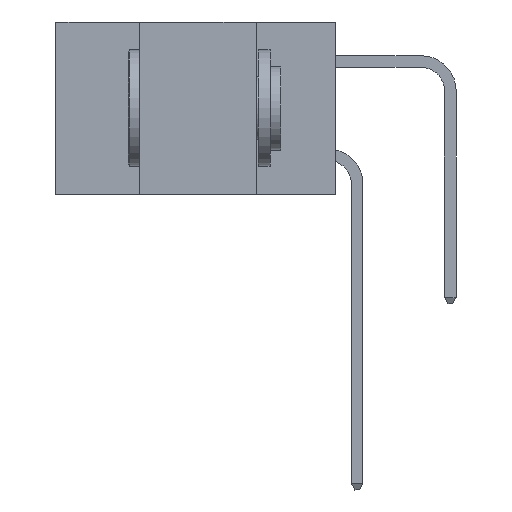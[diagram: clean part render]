
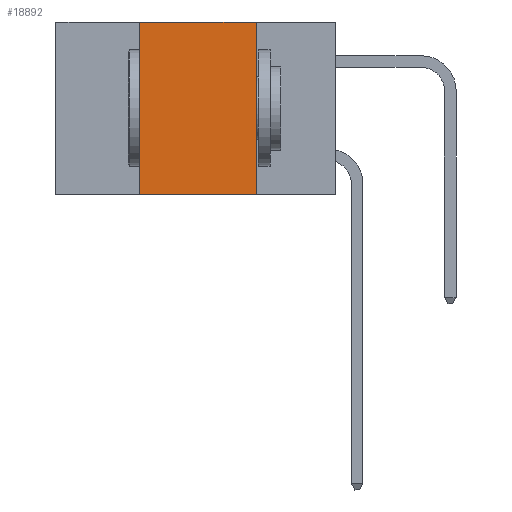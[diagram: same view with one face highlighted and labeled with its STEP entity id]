
A CAD part, left-side view. The second image highlights one B-rep face of the part: STEP entity #18892.
In plain terms, the highlighted planar face has unit normal (-1, 0, 0).
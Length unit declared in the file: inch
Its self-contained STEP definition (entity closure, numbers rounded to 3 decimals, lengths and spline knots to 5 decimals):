
#181 = EDGE_LOOP ( 'NONE', ( #2079, #10888, #5462, #9211 ) ) ;
#1048 = VERTEX_POINT ( 'NONE', #9444 ) ;
#1150 = VECTOR ( 'NONE', #11403, 39.37008 ) ;
#2079 = ORIENTED_EDGE ( 'NONE', *, *, #4090, .F. ) ;
#2275 = CARTESIAN_POINT ( 'NONE',  ( 0., 0.6, -0.37 ) ) ;
#3049 = CARTESIAN_POINT ( 'NONE',  ( 0., 0.6, 0. ) ) ;
#4090 = EDGE_CURVE ( 'NONE', #21643, #19634, #8476, .T. ) ;
#4181 = LINE ( 'NONE', #2275, #8898 ) ;
#4780 = VERTEX_POINT ( 'NONE', #5684 ) ;
#5061 = CARTESIAN_POINT ( 'NONE',  ( 0., 0.6, 0. ) ) ;
#5462 = ORIENTED_EDGE ( 'NONE', *, *, #13941, .F. ) ;
#5684 = CARTESIAN_POINT ( 'NONE',  ( 0., 0.42, 0. ) ) ;
#6578 = DIRECTION ( 'NONE',  ( 0., 0., -1. ) ) ;
#6818 = FACE_OUTER_BOUND ( 'NONE', #181, .T. ) ;
#8476 = LINE ( 'NONE', #11064, #16065 ) ;
#8577 = CARTESIAN_POINT ( 'NONE',  ( 0., 0.17, 0. ) ) ;
#8898 = VECTOR ( 'NONE', #21266, 39.37008 ) ;
#9211 = ORIENTED_EDGE ( 'NONE', *, *, #14474, .T. ) ;
#9355 = LINE ( 'NONE', #5061, #21903 ) ;
#9444 = CARTESIAN_POINT ( 'NONE',  ( 0., 0.42, -0.37 ) ) ;
#10356 = AXIS2_PLACEMENT_3D ( 'NONE', #3049, #16998, #6578 ) ;
#10888 = ORIENTED_EDGE ( 'NONE', *, *, #19678, .F. ) ;
#11064 = CARTESIAN_POINT ( 'NONE',  ( 0., 0.17, 0. ) ) ;
#11097 = DIRECTION ( 'NONE',  ( 0., 0., -1. ) ) ;
#11403 = DIRECTION ( 'NONE',  ( 0., 0., 1. ) ) ;
#13808 = CARTESIAN_POINT ( 'NONE',  ( 0., 0.17, -0.37 ) ) ;
#13941 = EDGE_CURVE ( 'NONE', #1048, #4780, #15169, .T. ) ;
#14474 = EDGE_CURVE ( 'NONE', #1048, #19634, #4181, .T. ) ;
#15169 = LINE ( 'NONE', #21576, #1150 ) ;
#15310 = PLANE ( 'NONE',  #10356 ) ;
#16065 = VECTOR ( 'NONE', #11097, 39.37008 ) ;
#16998 = DIRECTION ( 'NONE',  ( 1., 0., 0. ) ) ;
#18890 = DIRECTION ( 'NONE',  ( 0., -1., 0. ) ) ;
#18892 = ADVANCED_FACE ( 'NONE', ( #6818 ), #15310, .F. ) ;
#19634 = VERTEX_POINT ( 'NONE', #13808 ) ;
#19678 = EDGE_CURVE ( 'NONE', #4780, #21643, #9355, .T. ) ;
#21266 = DIRECTION ( 'NONE',  ( 0., -1., 0. ) ) ;
#21576 = CARTESIAN_POINT ( 'NONE',  ( 0., 0.42, 0. ) ) ;
#21643 = VERTEX_POINT ( 'NONE', #8577 ) ;
#21903 = VECTOR ( 'NONE', #18890, 39.37008 ) ;
